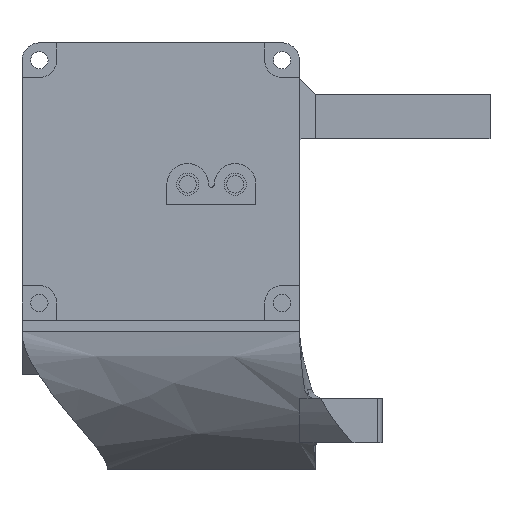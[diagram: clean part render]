
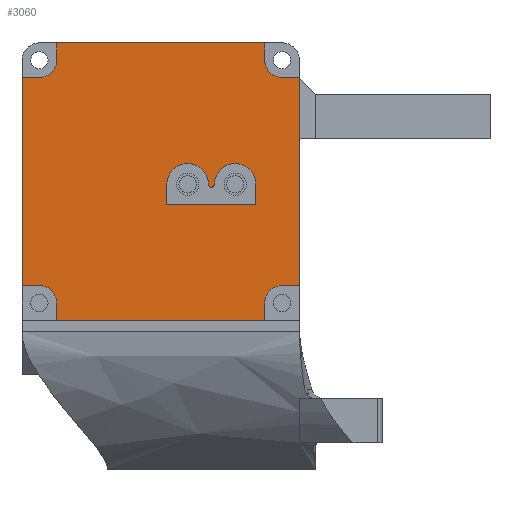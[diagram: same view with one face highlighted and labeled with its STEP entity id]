
A CAD part, front view. The second image highlights one B-rep face of the part: STEP entity #3060.
In plain terms, the highlighted planar face has unit normal (0, -1, 0).
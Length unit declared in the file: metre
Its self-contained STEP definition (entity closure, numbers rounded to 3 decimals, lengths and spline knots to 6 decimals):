
#106=CIRCLE('',#3279,0.003);
#107=CIRCLE('',#3280,0.000425);
#108=CIRCLE('',#3281,0.003);
#109=CIRCLE('',#3282,0.0025);
#110=CIRCLE('',#3283,0.0025);
#111=CIRCLE('',#3284,0.0025);
#112=CIRCLE('',#3285,0.0025);
#190=PLANE('',#3278);
#289=LINE('',#4387,#577);
#318=LINE('',#4478,#606);
#368=LINE('',#4572,#656);
#398=LINE('',#4774,#686);
#411=LINE('',#4812,#699);
#412=LINE('',#4815,#700);
#413=LINE('',#4823,#701);
#414=LINE('',#4827,#702);
#415=LINE('',#4828,#703);
#416=LINE('',#4832,#704);
#417=LINE('',#4833,#705);
#418=LINE('',#4834,#706);
#419=LINE('',#4838,#707);
#420=LINE('',#4840,#708);
#421=LINE('',#4842,#709);
#422=LINE('',#4846,#710);
#423=LINE('',#4847,#711);
#577=VECTOR('',#3512,1.);
#606=VECTOR('',#3579,1.);
#656=VECTOR('',#3631,1.);
#686=VECTOR('',#3699,1.);
#699=VECTOR('',#3728,1.);
#700=VECTOR('',#3729,1.);
#701=VECTOR('',#3736,1.);
#702=VECTOR('',#3739,1.);
#703=VECTOR('',#3740,1.);
#704=VECTOR('',#3743,1.);
#705=VECTOR('',#3744,1.);
#706=VECTOR('',#3745,1.);
#707=VECTOR('',#3748,1.);
#708=VECTOR('',#3749,1.);
#709=VECTOR('',#3750,1.);
#710=VECTOR('',#3753,1.);
#711=VECTOR('',#3754,1.);
#1052=ORIENTED_EDGE('',*,*,#1910,.T.);
#1053=ORIENTED_EDGE('',*,*,#1911,.T.);
#1054=ORIENTED_EDGE('',*,*,#1912,.F.);
#1055=ORIENTED_EDGE('',*,*,#1913,.F.);
#1056=ORIENTED_EDGE('',*,*,#1914,.F.);
#1057=ORIENTED_EDGE('',*,*,#1915,.F.);
#1058=ORIENTED_EDGE('',*,*,#1916,.F.);
#1059=ORIENTED_EDGE('',*,*,#1917,.T.);
#1060=ORIENTED_EDGE('',*,*,#1891,.T.);
#1061=ORIENTED_EDGE('',*,*,#1918,.F.);
#1062=ORIENTED_EDGE('',*,*,#1919,.F.);
#1063=ORIENTED_EDGE('',*,*,#1920,.T.);
#1064=ORIENTED_EDGE('',*,*,#1789,.T.);
#1065=ORIENTED_EDGE('',*,*,#1921,.T.);
#1066=ORIENTED_EDGE('',*,*,#1747,.T.);
#1067=ORIENTED_EDGE('',*,*,#1922,.F.);
#1068=ORIENTED_EDGE('',*,*,#1923,.F.);
#1069=ORIENTED_EDGE('',*,*,#1924,.T.);
#1070=ORIENTED_EDGE('',*,*,#1925,.T.);
#1071=ORIENTED_EDGE('',*,*,#1926,.F.);
#1072=ORIENTED_EDGE('',*,*,#1927,.F.);
#1073=ORIENTED_EDGE('',*,*,#1928,.T.);
#1074=ORIENTED_EDGE('',*,*,#1839,.T.);
#1075=ORIENTED_EDGE('',*,*,#1929,.F.);
#1747=EDGE_CURVE('',#2184,#2185,#289,.T.);
#1789=EDGE_CURVE('',#2227,#2226,#318,.T.);
#1839=EDGE_CURVE('',#2270,#2269,#368,.T.);
#1891=EDGE_CURVE('',#2313,#2312,#398,.T.);
#1910=EDGE_CURVE('',#2330,#2331,#411,.T.);
#1911=EDGE_CURVE('',#2331,#2332,#412,.T.);
#1912=EDGE_CURVE('',#2333,#2332,#106,.F.);
#1913=EDGE_CURVE('',#2334,#2333,#107,.T.);
#1914=EDGE_CURVE('',#2335,#2334,#108,.F.);
#1915=EDGE_CURVE('',#2330,#2335,#413,.T.);
#1916=EDGE_CURVE('',#2336,#2337,#109,.T.);
#1917=EDGE_CURVE('',#2336,#2313,#414,.T.);
#1918=EDGE_CURVE('',#2338,#2312,#415,.T.);
#1919=EDGE_CURVE('',#2339,#2338,#110,.T.);
#1920=EDGE_CURVE('',#2339,#2227,#416,.T.);
#1921=EDGE_CURVE('',#2226,#2184,#417,.T.);
#1922=EDGE_CURVE('',#2340,#2185,#418,.T.);
#1923=EDGE_CURVE('',#2341,#2340,#111,.T.);
#1924=EDGE_CURVE('',#2341,#2342,#419,.T.);
#1925=EDGE_CURVE('',#2342,#2343,#420,.T.);
#1926=EDGE_CURVE('',#2344,#2343,#421,.T.);
#1927=EDGE_CURVE('',#2345,#2344,#112,.T.);
#1928=EDGE_CURVE('',#2345,#2270,#422,.T.);
#1929=EDGE_CURVE('',#2337,#2269,#423,.T.);
#2184=VERTEX_POINT('',#4388);
#2185=VERTEX_POINT('',#4389);
#2226=VERTEX_POINT('',#4477);
#2227=VERTEX_POINT('',#4479);
#2269=VERTEX_POINT('',#4571);
#2270=VERTEX_POINT('',#4573);
#2312=VERTEX_POINT('',#4773);
#2313=VERTEX_POINT('',#4775);
#2330=VERTEX_POINT('',#4813);
#2331=VERTEX_POINT('',#4814);
#2332=VERTEX_POINT('',#4816);
#2333=VERTEX_POINT('',#4818);
#2334=VERTEX_POINT('',#4820);
#2335=VERTEX_POINT('',#4822);
#2336=VERTEX_POINT('',#4825);
#2337=VERTEX_POINT('',#4826);
#2338=VERTEX_POINT('',#4829);
#2339=VERTEX_POINT('',#4831);
#2340=VERTEX_POINT('',#4835);
#2341=VERTEX_POINT('',#4837);
#2342=VERTEX_POINT('',#4839);
#2343=VERTEX_POINT('',#4841);
#2344=VERTEX_POINT('',#4843);
#2345=VERTEX_POINT('',#4845);
#2562=EDGE_LOOP('',(#1052,#1053,#1054,#1055,#1056,#1057));
#2563=EDGE_LOOP('',(#1058,#1059,#1060,#1061,#1062,#1063,#1064,#1065,#1066,
#1067,#1068,#1069,#1070,#1071,#1072,#1073,#1074,#1075));
#2816=FACE_BOUND('',#2562,.T.);
#2817=FACE_BOUND('',#2563,.T.);
#3060=ADVANCED_FACE('',(#2816,#2817),#190,.T.);
#3278=AXIS2_PLACEMENT_3D('',#4811,#3726,#3727);
#3279=AXIS2_PLACEMENT_3D('',#4817,#3730,#3731);
#3280=AXIS2_PLACEMENT_3D('',#4819,#3732,#3733);
#3281=AXIS2_PLACEMENT_3D('',#4821,#3734,#3735);
#3282=AXIS2_PLACEMENT_3D('',#4824,#3737,#3738);
#3283=AXIS2_PLACEMENT_3D('',#4830,#3741,#3742);
#3284=AXIS2_PLACEMENT_3D('',#4836,#3746,#3747);
#3285=AXIS2_PLACEMENT_3D('',#4844,#3751,#3752);
#3512=DIRECTION('',(0.,0.,1.));
#3579=DIRECTION('',(0.,0.,1.));
#3631=DIRECTION('',(0.,0.,-1.));
#3699=DIRECTION('',(1.,0.,0.));
#3726=DIRECTION('',(0.,-1.,0.));
#3727=DIRECTION('',(1.,0.,0.));
#3728=DIRECTION('',(-1.,0.,0.));
#3729=DIRECTION('',(0.,0.,1.));
#3730=DIRECTION('',(0.,1.,0.));
#3731=DIRECTION('',(0.,0.,1.));
#3732=DIRECTION('',(0.,1.,0.));
#3733=DIRECTION('',(0.,0.,1.));
#3734=DIRECTION('',(0.,1.,0.));
#3735=DIRECTION('',(0.,0.,1.));
#3736=DIRECTION('',(0.,0.,1.));
#3737=DIRECTION('',(0.,-1.,0.));
#3738=DIRECTION('',(0.,0.,-1.));
#3739=DIRECTION('',(0.,0.,-1.));
#3740=DIRECTION('',(0.,0.,-1.));
#3741=DIRECTION('',(0.,-1.,0.));
#3742=DIRECTION('',(0.,0.,-1.));
#3743=DIRECTION('',(1.,0.,0.));
#3744=DIRECTION('',(0.,0.,1.));
#3745=DIRECTION('',(1.,0.,0.));
#3746=DIRECTION('',(0.,-1.,0.));
#3747=DIRECTION('',(0.,0.,-1.));
#3748=DIRECTION('',(0.,0.,1.));
#3749=DIRECTION('',(-1.,0.,0.));
#3750=DIRECTION('',(0.,0.,1.));
#3751=DIRECTION('',(0.,-1.,0.));
#3752=DIRECTION('',(0.,0.,-1.));
#3753=DIRECTION('',(-1.,0.,0.));
#3754=DIRECTION('',(-1.,0.,0.));
#4387=CARTESIAN_POINT('',(0.106025,0.149927,-0.00615));
#4388=CARTESIAN_POINT('',(0.106025,0.149927,0.008731));
#4389=CARTESIAN_POINT('',(0.106025,0.149927,0.00885));
#4477=CARTESIAN_POINT('',(0.106025,0.149927,-0.000254));
#4478=CARTESIAN_POINT('',(0.106025,0.149927,-0.00615));
#4479=CARTESIAN_POINT('',(0.106025,0.149927,-0.02115));
#4571=CARTESIAN_POINT('',(0.066025,0.149927,-0.02115));
#4572=CARTESIAN_POINT('',(0.066025,0.149927,-0.00615));
#4573=CARTESIAN_POINT('',(0.066025,0.149927,0.00885));
#4773=CARTESIAN_POINT('',(0.101025,0.149927,-0.02615));
#4774=CARTESIAN_POINT('',(0.086025,0.149927,-0.02615));
#4775=CARTESIAN_POINT('',(0.071025,0.149927,-0.02615));
#4811=CARTESIAN_POINT('',(0.099363,0.149927,-0.00615));
#4812=CARTESIAN_POINT('',(0.093331,0.149927,-0.0095));
#4813=CARTESIAN_POINT('',(0.099756,0.149927,-0.0095));
#4814=CARTESIAN_POINT('',(0.086906,0.149927,-0.0095));
#4815=CARTESIAN_POINT('',(0.086906,0.149927,-0.008025));
#4816=CARTESIAN_POINT('',(0.086906,0.149927,-0.00655));
#4817=CARTESIAN_POINT('',(0.089906,0.149927,-0.00655));
#4818=CARTESIAN_POINT('',(0.092906,0.149927,-0.00655));
#4819=CARTESIAN_POINT('',(0.093331,0.149927,-0.00655));
#4820=CARTESIAN_POINT('',(0.093756,0.149927,-0.00655));
#4821=CARTESIAN_POINT('',(0.096756,0.149927,-0.00655));
#4822=CARTESIAN_POINT('',(0.099756,0.149927,-0.00655));
#4823=CARTESIAN_POINT('',(0.099756,0.149927,-0.008025));
#4824=CARTESIAN_POINT('',(0.068525,0.149927,-0.02365));
#4825=CARTESIAN_POINT('',(0.071025,0.149927,-0.02365));
#4826=CARTESIAN_POINT('',(0.068525,0.149927,-0.02115));
#4827=CARTESIAN_POINT('',(0.071025,0.149927,-0.0249));
#4828=CARTESIAN_POINT('',(0.101025,0.149927,-0.0249));
#4829=CARTESIAN_POINT('',(0.101025,0.149927,-0.02365));
#4830=CARTESIAN_POINT('',(0.103525,0.149927,-0.02365));
#4831=CARTESIAN_POINT('',(0.103525,0.149927,-0.02115));
#4832=CARTESIAN_POINT('',(0.104775,0.149927,-0.02115));
#4833=CARTESIAN_POINT('',(0.106025,0.149927,-0.00615));
#4834=CARTESIAN_POINT('',(0.104775,0.149927,0.00885));
#4835=CARTESIAN_POINT('',(0.103525,0.149927,0.00885));
#4836=CARTESIAN_POINT('',(0.103525,0.149927,0.01135));
#4837=CARTESIAN_POINT('',(0.101025,0.149927,0.01135));
#4838=CARTESIAN_POINT('',(0.101025,0.149927,0.0126));
#4839=CARTESIAN_POINT('',(0.101025,0.149927,0.01385));
#4840=CARTESIAN_POINT('',(0.086025,0.149927,0.01385));
#4841=CARTESIAN_POINT('',(0.071025,0.149927,0.01385));
#4842=CARTESIAN_POINT('',(0.071025,0.149927,0.0126));
#4843=CARTESIAN_POINT('',(0.071025,0.149927,0.01135));
#4844=CARTESIAN_POINT('',(0.068525,0.149927,0.01135));
#4845=CARTESIAN_POINT('',(0.068525,0.149927,0.00885));
#4846=CARTESIAN_POINT('',(0.067275,0.149927,0.00885));
#4847=CARTESIAN_POINT('',(0.067275,0.149927,-0.02115));
